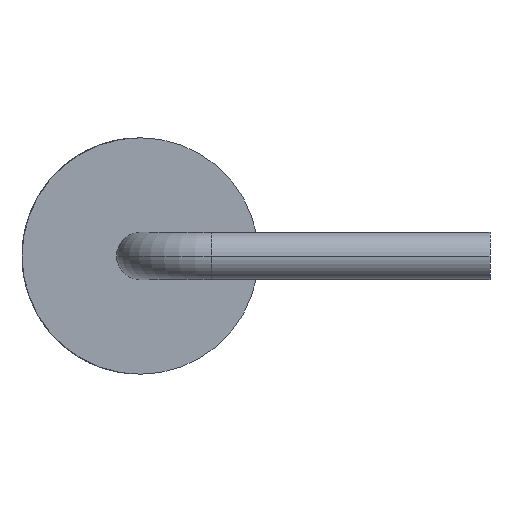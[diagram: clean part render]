
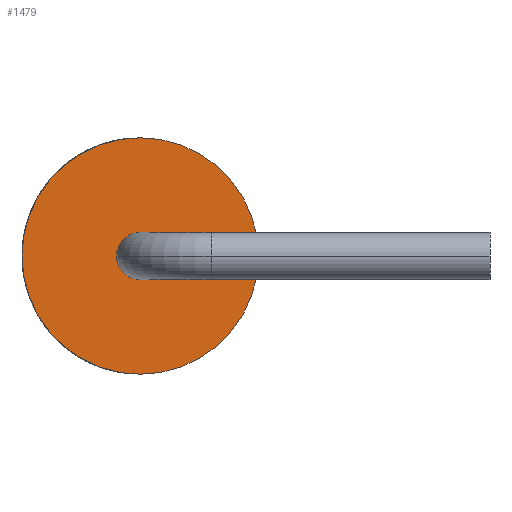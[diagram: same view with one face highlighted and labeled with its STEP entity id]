
A CAD part, left-side view. The second image highlights one B-rep face of the part: STEP entity #1479.
In plain terms, the highlighted planar face has unit normal (-1, 0, 0).
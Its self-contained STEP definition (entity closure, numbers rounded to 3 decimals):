
#67 = CIRCLE ( 'NONE', #3565, 2.35 ) ;
#194 = EDGE_CURVE ( 'NONE', #4122, #1472, #4529, .T. ) ;
#467 = DIRECTION ( 'NONE',  ( 1., 0., 0. ) ) ;
#909 = ORIENTED_EDGE ( 'NONE', *, *, #1930, .F. ) ;
#1291 = DIRECTION ( 'NONE',  ( -1., 0., 0. ) ) ;
#1472 = VERTEX_POINT ( 'NONE', #4984 ) ;
#1479 = ADVANCED_FACE ( 'NONE', ( #1523, #3087 ), #2715, .F. ) ;
#1523 = FACE_BOUND ( 'NONE', #2169, .T. ) ;
#1536 = VERTEX_POINT ( 'NONE', #2109 ) ;
#1593 = DIRECTION ( 'NONE',  ( 0., 0., -1. ) ) ;
#1745 = CARTESIAN_POINT ( 'NONE',  ( 4.27, 4.35, 0. ) ) ;
#1782 = CIRCLE ( 'NONE', #4986, 0.47 ) ;
#1817 = AXIS2_PLACEMENT_3D ( 'NONE', #4742, #1291, #2855 ) ;
#1930 = EDGE_CURVE ( 'NONE', #1536, #3930, #3982, .T. ) ;
#1992 = CARTESIAN_POINT ( 'NONE',  ( 4.27, 3.88, 0. ) ) ;
#2109 = CARTESIAN_POINT ( 'NONE',  ( 4.27, 4.82, 0. ) ) ;
#2169 = EDGE_LOOP ( 'NONE', ( #2970, #909 ) ) ;
#2204 = ORIENTED_EDGE ( 'NONE', *, *, #2445, .F. ) ;
#2228 = CARTESIAN_POINT ( 'NONE',  ( 4.27, 4.35, 0. ) ) ;
#2241 = CARTESIAN_POINT ( 'NONE',  ( 4.27, 4.35, 2.35 ) ) ;
#2396 = EDGE_LOOP ( 'NONE', ( #3519, #2204 ) ) ;
#2445 = EDGE_CURVE ( 'NONE', #1472, #4122, #67, .T. ) ;
#2715 = PLANE ( 'NONE',  #3256 ) ;
#2855 = DIRECTION ( 'NONE',  ( 0., 0., -1. ) ) ;
#2970 = ORIENTED_EDGE ( 'NONE', *, *, #4345, .F. ) ;
#3087 = FACE_OUTER_BOUND ( 'NONE', #2396, .T. ) ;
#3184 = DIRECTION ( 'NONE',  ( 0., 0., -1. ) ) ;
#3233 = CARTESIAN_POINT ( 'NONE',  ( 4.27, 4.35, 0. ) ) ;
#3256 = AXIS2_PLACEMENT_3D ( 'NONE', #1745, #3993, #3184 ) ;
#3519 = ORIENTED_EDGE ( 'NONE', *, *, #194, .F. ) ;
#3565 = AXIS2_PLACEMENT_3D ( 'NONE', #2228, #4186, #3766 ) ;
#3665 = DIRECTION ( 'NONE',  ( 0., 0., -1. ) ) ;
#3766 = DIRECTION ( 'NONE',  ( 0., 0., -1. ) ) ;
#3930 = VERTEX_POINT ( 'NONE', #1992 ) ;
#3982 = CIRCLE ( 'NONE', #1817, 0.47 ) ;
#3993 = DIRECTION ( 'NONE',  ( 1., 0., 0. ) ) ;
#4122 = VERTEX_POINT ( 'NONE', #2241 ) ;
#4186 = DIRECTION ( 'NONE',  ( 1., 0., 0. ) ) ;
#4212 = AXIS2_PLACEMENT_3D ( 'NONE', #3233, #467, #1593 ) ;
#4345 = EDGE_CURVE ( 'NONE', #3930, #1536, #1782, .T. ) ;
#4411 = DIRECTION ( 'NONE',  ( -1., 0., 0. ) ) ;
#4505 = CARTESIAN_POINT ( 'NONE',  ( 4.27, 4.35, 0. ) ) ;
#4529 = CIRCLE ( 'NONE', #4212, 2.35 ) ;
#4742 = CARTESIAN_POINT ( 'NONE',  ( 4.27, 4.35, 0. ) ) ;
#4984 = CARTESIAN_POINT ( 'NONE',  ( 4.27, 4.35, -2.35 ) ) ;
#4986 = AXIS2_PLACEMENT_3D ( 'NONE', #4505, #4411, #3665 ) ;
